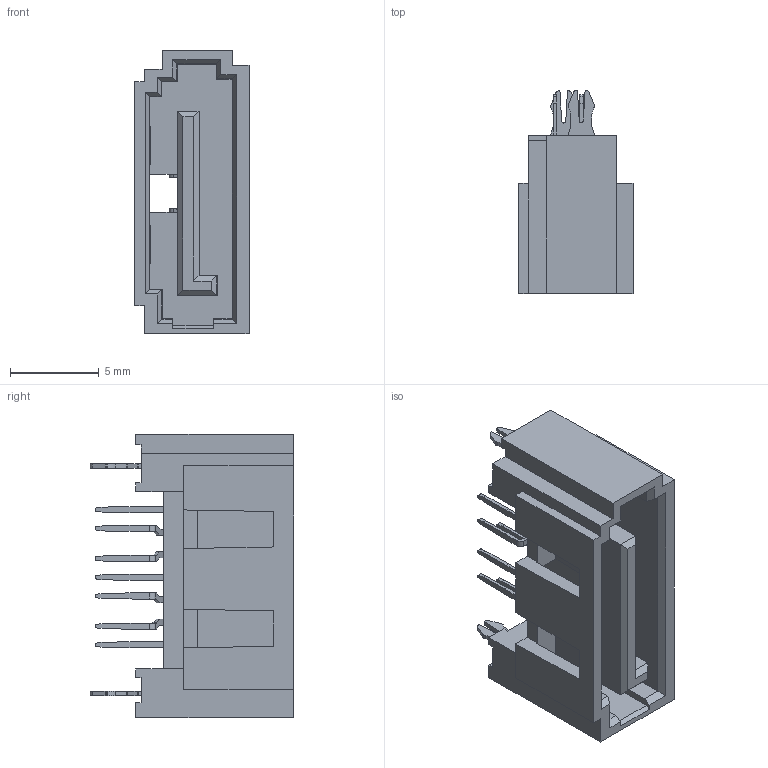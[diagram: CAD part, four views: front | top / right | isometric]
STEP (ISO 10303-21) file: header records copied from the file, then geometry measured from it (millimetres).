
FILE_DESCRIPTION (( 'STEP AP214' ), '1' );
FILE_NAME ('LOTES SATA 22pin single.STEP', '2016-03-05T05:01:41', ( '' ), ( '' ), 'SwSTEP 2.0', 'SolidWorks 2016', '' );
FILE_SCHEMA (( 'AUTOMOTIVE_DESIGN' ));
Length unit declared in the file: millimetre
Products named in the file (5): D33217GKE-DCP847SKE - PINS - TX RX; D33217GKE-DCP847SKE - PINS - stright; D33217GKE-DCP847SKE - HOUSING - locking; LOTES SATA 22pin single; D33217GKE-DCP847SKE - HOUSING
Assembly tree (7 placements, depth 2):
  LOTES SATA 22pin single
    D33217GKE-DCP847SKE - HOUSING - locking
    D33217GKE-DCP847SKE - HOUSING
    D33217GKE-DCP847SKE - PINS - stright  x3
    D33217GKE-DCP847SKE - PINS - TX RX  x2
Bounding box: 6.47 x 11.45 x 16 mm (x, y, z)
Volume: 425.5 mm3; surface area: 1083.1 mm2
Topology: 10 solids, 13 shells, 587 faces, 1645 edges, 1080 vertices
Faces by surface type: plane 457, cylinder 130
Entity records: 20599 total; most frequent: CARTESIAN_POINT 2874, ORIENTED_EDGE 2662, DIRECTION 2402, EDGE_CURVE 1331, LINE 1104, VECTOR 1104, VERTEX_POINT 871, AXIS2_PLACEMENT_3D 649
